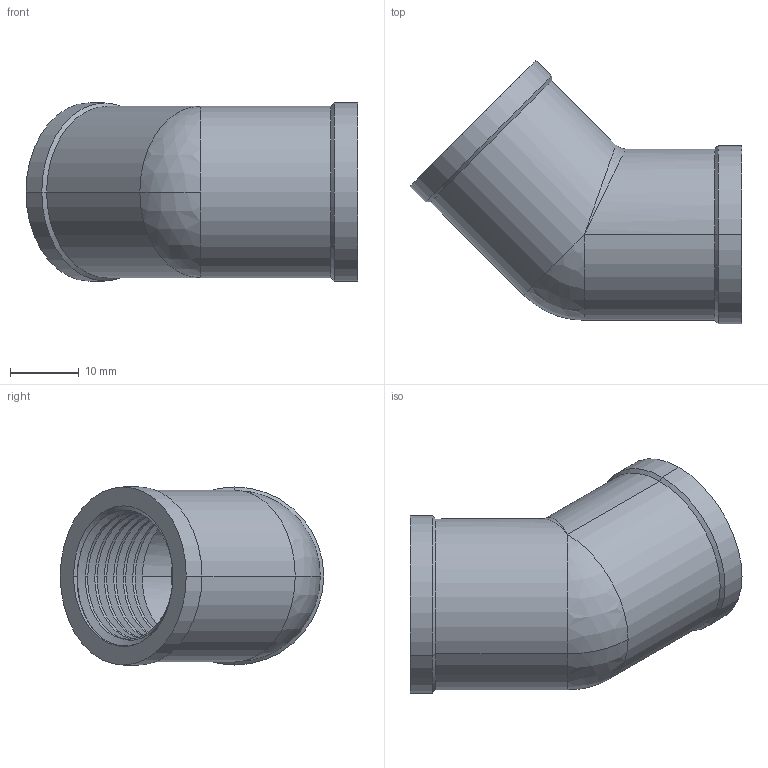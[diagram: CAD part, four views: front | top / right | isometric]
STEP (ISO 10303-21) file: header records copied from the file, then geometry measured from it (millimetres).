
FILE_DESCRIPTION (( 'STEP AP203' ), '1' );
FILE_NAME ('VTr.091.STEP', '2018-05-29T05:33:17', ( 'User' ), ( '' ), 'SwSTEP 2.0', 'SolidWorks 2017', '' );
FILE_SCHEMA (( 'CONFIG_CONTROL_DESIGN' ));
Length unit declared in the file: millimetre
Products named in the file (1): VTr.091
Bounding box: 48.46 x 38.46 x 26 mm (x, y, z)
Volume: 9676.6 mm3; surface area: 7853.2 mm2
Topology: 1 solids, 1 shells, 61 faces, 167 edges, 102 vertices
Faces by surface type: cylinder 36, cone 10, bspline 7, sphere 4, plane 4
Entity records: 4823 total; most frequent: CARTESIAN_POINT 3479, ORIENTED_EDGE 322, DIRECTION 216, EDGE_CURVE 161, VERTEX_POINT 102, AXIS2_PLACEMENT_3D 85, EDGE_LOOP 63, ADVANCED_FACE 61
